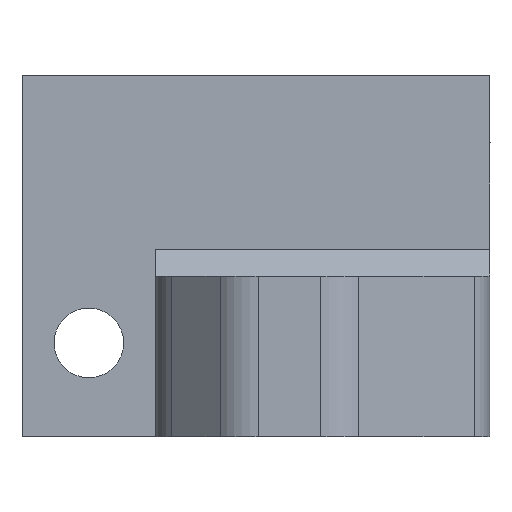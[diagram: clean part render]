
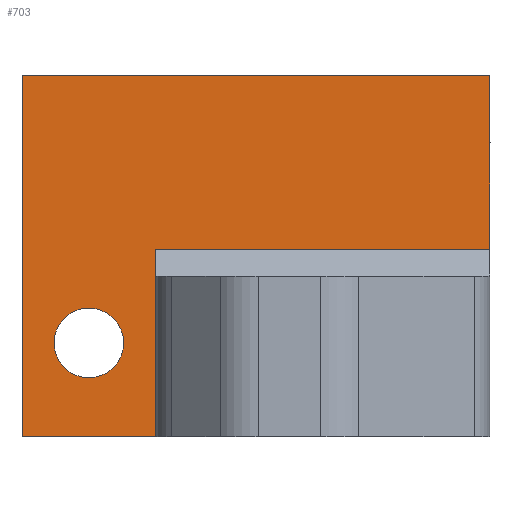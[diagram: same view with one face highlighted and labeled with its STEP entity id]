
A CAD part, left-side view. The second image highlights one B-rep face of the part: STEP entity #703.
In plain terms, the highlighted planar face has unit normal (-1, 0, 0).
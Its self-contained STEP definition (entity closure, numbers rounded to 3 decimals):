
#16=FACE_BOUND('',#232,.T.);
#42=LINE('',#1089,#111);
#57=LINE('',#1127,#126);
#67=LINE('',#1162,#136);
#70=LINE('',#1169,#139);
#71=LINE('',#1170,#140);
#72=LINE('',#1171,#141);
#111=VECTOR('',#870,10.);
#126=VECTOR('',#897,10.);
#136=VECTOR('',#929,10.);
#139=VECTOR('',#936,10.);
#140=VECTOR('',#937,10.);
#141=VECTOR('',#938,10.);
#191=FACE_OUTER_BOUND('',#231,.T.);
#231=EDGE_LOOP('',(#554,#555,#556,#557,#558,#559));
#232=EDGE_LOOP('',(#560));
#288=CIRCLE('',#780,2.6);
#320=VERTEX_POINT('',#1086);
#321=VERTEX_POINT('',#1088);
#334=VERTEX_POINT('',#1118);
#338=VERTEX_POINT('',#1125);
#352=VERTEX_POINT('',#1160);
#354=VERTEX_POINT('',#1168);
#355=VERTEX_POINT('',#1172);
#392=EDGE_CURVE('',#321,#320,#42,.T.);
#411=EDGE_CURVE('',#338,#334,#57,.T.);
#429=EDGE_CURVE('',#338,#352,#67,.T.);
#433=EDGE_CURVE('',#354,#352,#70,.T.);
#434=EDGE_CURVE('',#321,#354,#71,.T.);
#435=EDGE_CURVE('',#334,#320,#72,.T.);
#436=EDGE_CURVE('',#355,#355,#288,.T.);
#554=ORIENTED_EDGE('',*,*,#411,.F.);
#555=ORIENTED_EDGE('',*,*,#429,.T.);
#556=ORIENTED_EDGE('',*,*,#433,.F.);
#557=ORIENTED_EDGE('',*,*,#434,.F.);
#558=ORIENTED_EDGE('',*,*,#392,.T.);
#559=ORIENTED_EDGE('',*,*,#435,.F.);
#560=ORIENTED_EDGE('',*,*,#436,.T.);
#676=PLANE('',#779);
#703=ADVANCED_FACE('',(#191,#16),#676,.F.);
#779=AXIS2_PLACEMENT_3D('',#1167,#934,#935);
#780=AXIS2_PLACEMENT_3D('',#1173,#939,#940);
#870=DIRECTION('',(0.,-1.,0.));
#897=DIRECTION('',(0.,1.,0.));
#929=DIRECTION('',(0.,0.,1.));
#934=DIRECTION('center_axis',(1.,0.,0.));
#935=DIRECTION('ref_axis',(0.,1.,0.));
#936=DIRECTION('',(0.,-1.,0.));
#937=DIRECTION('',(0.,0.,1.));
#938=DIRECTION('',(0.,0.,-1.));
#939=DIRECTION('center_axis',(1.,0.,0.));
#940=DIRECTION('ref_axis',(0.,1.,0.));
#1086=CARTESIAN_POINT('',(17.,10.,0.));
#1088=CARTESIAN_POINT('',(17.,20.,0.));
#1089=CARTESIAN_POINT('',(17.,-25.,0.));
#1118=CARTESIAN_POINT('',(17.,10.,14.));
#1125=CARTESIAN_POINT('',(17.,-15.,14.));
#1127=CARTESIAN_POINT('',(17.,0.,14.));
#1160=CARTESIAN_POINT('',(17.,-15.,27.));
#1162=CARTESIAN_POINT('',(17.,-15.,22.));
#1167=CARTESIAN_POINT('Origin',(17.,2.5,11.));
#1168=CARTESIAN_POINT('',(17.,20.,27.));
#1169=CARTESIAN_POINT('',(17.,20.,27.));
#1170=CARTESIAN_POINT('',(17.,20.,22.));
#1171=CARTESIAN_POINT('',(17.,10.,5.5));
#1172=CARTESIAN_POINT('',(17.,12.4,7.));
#1173=CARTESIAN_POINT('Origin',(17.,15.,7.));
